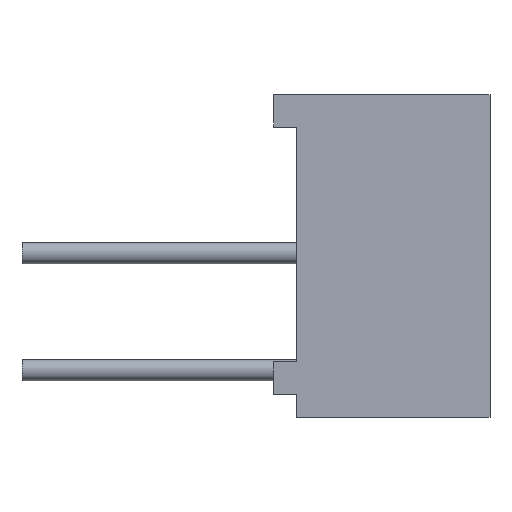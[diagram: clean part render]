
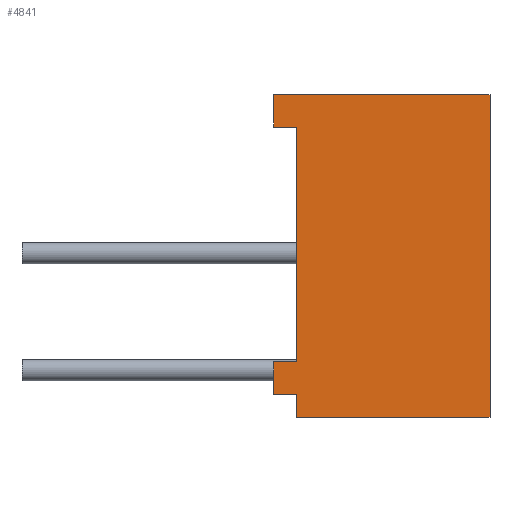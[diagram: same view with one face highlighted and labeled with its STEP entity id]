
A CAD part, left-side view. The second image highlights one B-rep face of the part: STEP entity #4841.
In plain terms, the highlighted planar face has unit normal (-1, 0, 0).
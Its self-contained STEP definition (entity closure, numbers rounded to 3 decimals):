
#215=LINE('',#7409,#609);
#219=LINE('',#7417,#613);
#234=LINE('',#7447,#628);
#238=LINE('',#7455,#632);
#241=LINE('',#7461,#635);
#400=LINE('',#7831,#794);
#404=LINE('',#7856,#798);
#405=LINE('',#7858,#799);
#409=LINE('',#7866,#803);
#410=LINE('',#7868,#804);
#609=VECTOR('',#5431,1000.);
#613=VECTOR('',#5435,1000.);
#628=VECTOR('',#5458,1000.);
#632=VECTOR('',#5466,1000.);
#635=VECTOR('',#5471,1000.);
#794=VECTOR('',#5792,1000.);
#798=VECTOR('',#5836,1000.);
#799=VECTOR('',#5839,1000.);
#803=VECTOR('',#5847,1000.);
#804=VECTOR('',#5848,1000.);
#1699=ORIENTED_EDGE('',*,*,#2337,.T.);
#1700=ORIENTED_EDGE('',*,*,#2136,.F.);
#1701=ORIENTED_EDGE('',*,*,#2117,.T.);
#1702=ORIENTED_EDGE('',*,*,#2319,.T.);
#1703=ORIENTED_EDGE('',*,*,#2342,.F.);
#1704=ORIENTED_EDGE('',*,*,#2343,.F.);
#1705=ORIENTED_EDGE('',*,*,#2338,.T.);
#1706=ORIENTED_EDGE('',*,*,#2143,.F.);
#1707=ORIENTED_EDGE('',*,*,#2121,.T.);
#1708=ORIENTED_EDGE('',*,*,#2140,.T.);
#2117=EDGE_CURVE('',#2519,#2518,#215,.T.);
#2121=EDGE_CURVE('',#2523,#2522,#219,.T.);
#2136=EDGE_CURVE('',#2519,#2533,#234,.T.);
#2140=EDGE_CURVE('',#2522,#2535,#238,.T.);
#2143=EDGE_CURVE('',#2523,#2537,#241,.T.);
#2319=EDGE_CURVE('',#2518,#2663,#400,.T.);
#2337=EDGE_CURVE('',#2535,#2533,#404,.T.);
#2338=EDGE_CURVE('',#2665,#2537,#405,.T.);
#2342=EDGE_CURVE('',#2667,#2663,#409,.T.);
#2343=EDGE_CURVE('',#2665,#2667,#410,.T.);
#2518=VERTEX_POINT('',#7408);
#2519=VERTEX_POINT('',#7410);
#2522=VERTEX_POINT('',#7416);
#2523=VERTEX_POINT('',#7418);
#2533=VERTEX_POINT('',#7445);
#2535=VERTEX_POINT('',#7454);
#2537=VERTEX_POINT('',#7459);
#2663=VERTEX_POINT('',#7830);
#2665=VERTEX_POINT('',#7859);
#2667=VERTEX_POINT('',#7867);
#2906=EDGE_LOOP('',(#1699,#1700,#1701,#1702,#1703,#1704,#1705,#1706,#1707,
#1708));
#3125=FACE_BOUND('',#2906,.T.);
#3302=PLANE('',#5050);
#4841=ADVANCED_FACE('',(#3125),#3302,.T.);
#5050=AXIS2_PLACEMENT_3D('',#7865,#5845,#5846);
#5431=DIRECTION('',(0.,0.,-1.));
#5435=DIRECTION('',(0.,0.,-1.));
#5458=DIRECTION('',(0.,1.,0.));
#5466=DIRECTION('',(0.,1.,0.));
#5471=DIRECTION('',(0.,1.,0.));
#5792=DIRECTION('',(0.,-1.,0.));
#5836=DIRECTION('',(0.,0.,-1.));
#5839=DIRECTION('',(0.,0.,-1.));
#5845=DIRECTION('',(-1.,0.,0.));
#5846=DIRECTION('',(0.,0.,1.));
#5847=DIRECTION('',(0.,0.,-1.));
#5848=DIRECTION('',(0.,-1.,0.));
#7408=CARTESIAN_POINT('',(-3.3,4.2,-3.5));
#7409=CARTESIAN_POINT('',(-3.3,4.2,-3.5));
#7410=CARTESIAN_POINT('',(-3.3,4.2,-3.));
#7416=CARTESIAN_POINT('',(-3.3,4.2,-2.3));
#7417=CARTESIAN_POINT('',(-3.3,4.2,2.8));
#7418=CARTESIAN_POINT('',(-3.3,4.2,2.8));
#7445=CARTESIAN_POINT('',(-3.3,4.7,-3.));
#7447=CARTESIAN_POINT('',(-3.3,4.2,-3.));
#7454=CARTESIAN_POINT('',(-3.3,4.7,-2.3));
#7455=CARTESIAN_POINT('',(-3.3,4.2,-2.3));
#7459=CARTESIAN_POINT('',(-3.3,4.7,2.8));
#7461=CARTESIAN_POINT('',(-3.3,4.2,2.8));
#7830=CARTESIAN_POINT('',(-3.3,0.,-3.5));
#7831=CARTESIAN_POINT('',(-3.3,4.7,-3.5));
#7856=CARTESIAN_POINT('',(-3.3,4.7,3.5));
#7858=CARTESIAN_POINT('',(-3.3,4.7,3.5));
#7859=CARTESIAN_POINT('',(-3.3,4.7,3.5));
#7865=CARTESIAN_POINT('',(-3.3,4.7,3.5));
#7866=CARTESIAN_POINT('',(-3.3,0.,3.5));
#7867=CARTESIAN_POINT('',(-3.3,0.,3.5));
#7868=CARTESIAN_POINT('',(-3.3,4.7,3.5));
